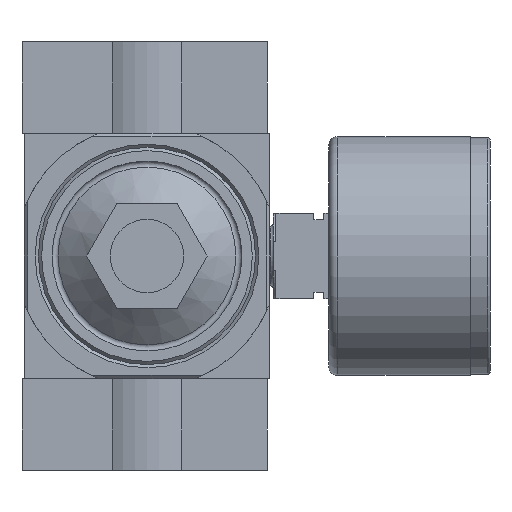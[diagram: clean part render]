
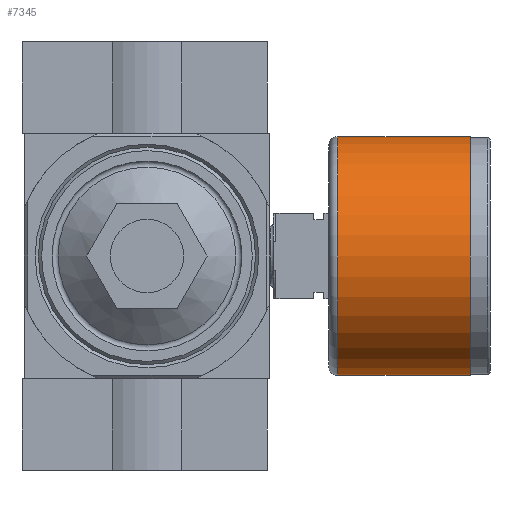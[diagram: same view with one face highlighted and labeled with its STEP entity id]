
A CAD part, front view. The second image highlights one B-rep face of the part: STEP entity #7345.
In plain terms, the highlighted cylindrical face has radius 19.5 mm (diameter 39 mm), a full revolution.
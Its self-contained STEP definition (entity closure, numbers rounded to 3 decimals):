
#321=CYLINDRICAL_SURFACE('',#7954,19.5);
#2123=ORIENTED_EDGE('',*,*,#3315,.F.);
#2124=ORIENTED_EDGE('',*,*,#3316,.T.);
#3315=EDGE_CURVE('',#4005,#4005,#4420,.T.);
#3316=EDGE_CURVE('',#4006,#4006,#4421,.T.);
#4005=VERTEX_POINT('',#11505);
#4006=VERTEX_POINT('',#11508);
#4420=CIRCLE('',#7953,19.5);
#4421=CIRCLE('',#7955,19.5);
#4841=EDGE_LOOP('',(#2123));
#4842=EDGE_LOOP('',(#2124));
#5388=FACE_BOUND('',#4841,.T.);
#5389=FACE_BOUND('',#4842,.T.);
#7345=ADVANCED_FACE('',(#5388,#5389),#321,.T.);
#7953=AXIS2_PLACEMENT_3D('',#11504,#9305,#9306);
#7954=AXIS2_PLACEMENT_3D('',#11506,#9307,#9308);
#7955=AXIS2_PLACEMENT_3D('',#11507,#9309,#9310);
#9305=DIRECTION('',(1.,0.,0.));
#9306=DIRECTION('',(0.,0.,-1.));
#9307=DIRECTION('',(1.,0.,0.));
#9308=DIRECTION('',(0.,0.,-1.));
#9309=DIRECTION('',(1.,0.,0.));
#9310=DIRECTION('',(0.,0.,-1.));
#11504=CARTESIAN_POINT('',(-3.2,0.,0.));
#11505=CARTESIAN_POINT('',(-3.2,0.,-19.5));
#11506=CARTESIAN_POINT('',(0.,0.,0.));
#11507=CARTESIAN_POINT('',(-24.85,0.,0.));
#11508=CARTESIAN_POINT('',(-24.85,0.,-19.5));
